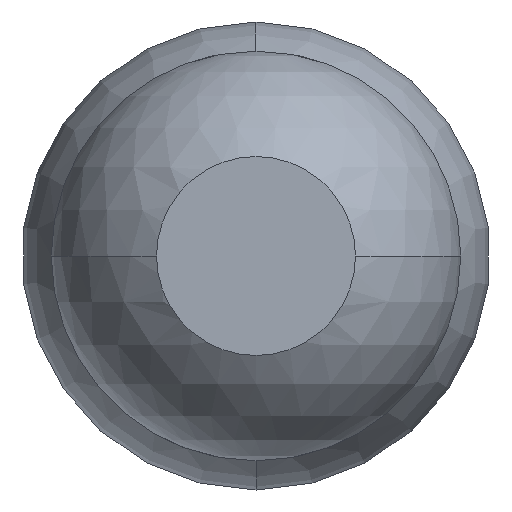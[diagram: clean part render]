
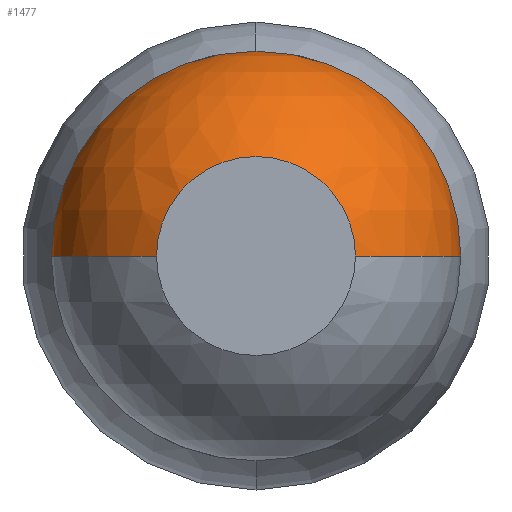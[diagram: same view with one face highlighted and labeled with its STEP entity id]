
A CAD part, front view. The second image highlights one B-rep face of the part: STEP entity #1477.
In plain terms, the highlighted spherical face has radius 0.35 mm.
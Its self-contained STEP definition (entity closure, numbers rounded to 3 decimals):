
#25 = CIRCLE ( 'NONE', #1516, 0.35 ) ;
#51 = DIRECTION ( 'NONE',  ( 0., 1., 0. ) ) ;
#144 = EDGE_CURVE ( 'Defeature ausgef�hrt1_16+Defeature ausgef�hrt1_4+Defeature ausgef�hrt1_4+Defeature ausgef�hrt1_4', #2363, #2603, #373, .T. ) ;
#157 = CARTESIAN_POINT ( 'NONE',  ( 0., -13.694, 0. ) ) ;
#226 = FACE_OUTER_BOUND ( 'NONE', #2591, .T. ) ;
#242 = CARTESIAN_POINT ( 'NONE',  ( 0., -13.694, 0. ) ) ;
#337 = SPHERICAL_SURFACE ( 'NONE', #2880, 0.35 ) ;
#345 = DIRECTION ( 'NONE',  ( 0., 0., -1. ) ) ;
#361 = AXIS2_PLACEMENT_3D ( 'NONE', #1578, #1885, #2290 ) ;
#373 = CIRCLE ( 'NONE', #2136, 0.17 ) ;
#423 = EDGE_CURVE ( 'Defeature ausgef�hrt1_16+Defeature ausgef�hrt1_4+Defeature ausgef�hrt1_4+Defeature ausgef�hrt1_4', #2603, #2519, #523, .T. ) ;
#480 = DIRECTION ( 'NONE',  ( 0., 0., 1. ) ) ;
#519 = DIRECTION ( 'NONE',  ( 0., 0., -1. ) ) ;
#523 = CIRCLE ( 'NONE', #361, 0.17 ) ;
#528 = DIRECTION ( 'NONE',  ( 0., -1., 0. ) ) ;
#559 = AXIS2_PLACEMENT_3D ( 'NONE', #242, #2548, #480 ) ;
#615 = ORIENTED_EDGE ( 'NONE', *, *, #423, .F. ) ;
#746 = CARTESIAN_POINT ( 'NONE',  ( 0., -14., 0.17 ) ) ;
#940 = DIRECTION ( 'NONE',  ( 0., 0., 1. ) ) ;
#955 = CIRCLE ( 'NONE', #2521, 0.35 ) ;
#1047 = DIRECTION ( 'NONE',  ( -1., 0., 0. ) ) ;
#1313 = CARTESIAN_POINT ( 'NONE',  ( 0.35, -13.694, 0. ) ) ;
#1315 = AXIS2_PLACEMENT_3D ( 'NONE', #157, #1753, #1548 ) ;
#1419 = CARTESIAN_POINT ( 'NONE',  ( 0., -13.694, 0. ) ) ;
#1428 = DIRECTION ( 'NONE',  ( 1., 0., 0. ) ) ;
#1436 = CARTESIAN_POINT ( 'NONE',  ( 0., -14., 0. ) ) ;
#1477 = ADVANCED_FACE ( 'Defeature ausgef�hrt1_4', ( #226 ), #337, .T. ) ;
#1516 = AXIS2_PLACEMENT_3D ( 'NONE', #2172, #345, #1047 ) ;
#1518 = EDGE_CURVE ( 'Defeature ausgef�hrt1_3+Defeature ausgef�hrt1_4+Defeature ausgef�hrt1_4+Defeature ausgef�hrt1_4', #2904, #1628, #955, .T. ) ;
#1548 = DIRECTION ( 'NONE',  ( 1., 0., 0. ) ) ;
#1556 = ORIENTED_EDGE ( 'NONE', *, *, #2458, .F. ) ;
#1578 = CARTESIAN_POINT ( 'NONE',  ( 0., -14., 0. ) ) ;
#1628 = VERTEX_POINT ( 'NONE', #2169 ) ;
#1692 = ORIENTED_EDGE ( 'NONE', *, *, #1518, .F. ) ;
#1753 = DIRECTION ( 'NONE',  ( 0., 0., 1. ) ) ;
#1809 = CARTESIAN_POINT ( 'NONE',  ( -0.35, -13.694, 0. ) ) ;
#1862 = CARTESIAN_POINT ( 'NONE',  ( -0.17, -14., 0. ) ) ;
#1885 = DIRECTION ( 'NONE',  ( 0., -1., 0. ) ) ;
#2064 = CIRCLE ( 'NONE', #1315, 0.35 ) ;
#2092 = ORIENTED_EDGE ( 'NONE', *, *, #144, .F. ) ;
#2114 = EDGE_CURVE ( 'NONE', #2519, #2904, #25, .T. ) ;
#2136 = AXIS2_PLACEMENT_3D ( 'NONE', #1436, #528, #2573 ) ;
#2169 = CARTESIAN_POINT ( 'NONE',  ( 0., -13.694, 0.35 ) ) ;
#2172 = CARTESIAN_POINT ( 'NONE',  ( 0., -13.694, 0. ) ) ;
#2181 = EDGE_CURVE ( 'NONE', #2363, #2235, #2064, .T. ) ;
#2235 = VERTEX_POINT ( 'NONE', #1313 ) ;
#2290 = DIRECTION ( 'NONE',  ( 0., 0., -1. ) ) ;
#2363 = VERTEX_POINT ( 'NONE', #2461 ) ;
#2442 = ORIENTED_EDGE ( 'NONE', *, *, #2114, .F. ) ;
#2451 = CIRCLE ( 'NONE', #559, 0.35 ) ;
#2458 = EDGE_CURVE ( 'Defeature ausgef�hrt1_3+Defeature ausgef�hrt1_4+Defeature ausgef�hrt1_4+Defeature ausgef�hrt1_4', #1628, #2235, #2451, .T. ) ;
#2461 = CARTESIAN_POINT ( 'NONE',  ( 0.17, -14., 0. ) ) ;
#2519 = VERTEX_POINT ( 'NONE', #1862 ) ;
#2521 = AXIS2_PLACEMENT_3D ( 'NONE', #2780, #51, #940 ) ;
#2548 = DIRECTION ( 'NONE',  ( 0., 1., 0. ) ) ;
#2573 = DIRECTION ( 'NONE',  ( 0., 0., -1. ) ) ;
#2591 = EDGE_LOOP ( 'NONE', ( #2442, #615, #2092, #2643, #1556, #1692 ) ) ;
#2603 = VERTEX_POINT ( 'NONE', #746 ) ;
#2643 = ORIENTED_EDGE ( 'NONE', *, *, #2181, .T. ) ;
#2780 = CARTESIAN_POINT ( 'NONE',  ( 0., -13.694, 0. ) ) ;
#2880 = AXIS2_PLACEMENT_3D ( 'NONE', #1419, #519, #1428 ) ;
#2904 = VERTEX_POINT ( 'NONE', #1809 ) ;
